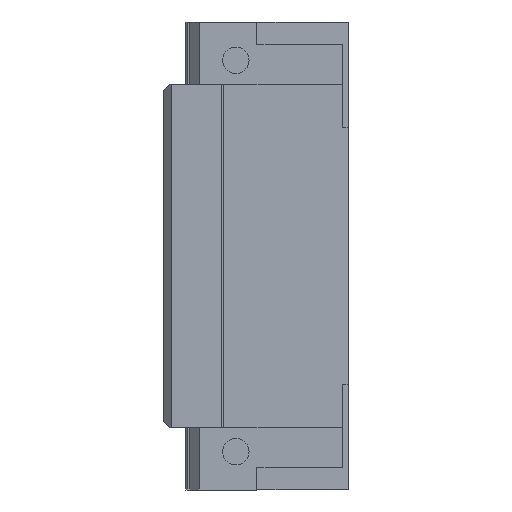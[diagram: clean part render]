
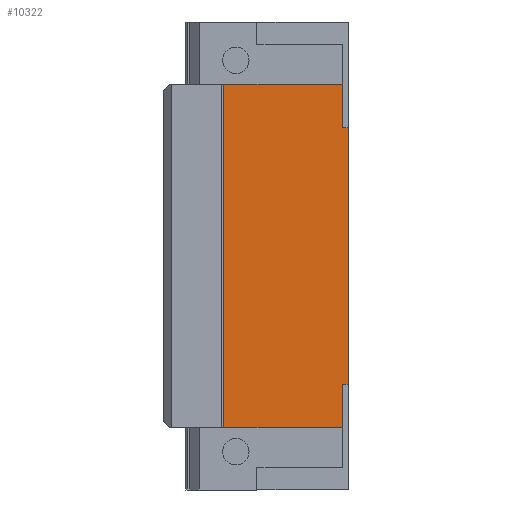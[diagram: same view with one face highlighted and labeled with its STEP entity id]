
A CAD part, left-side view. The second image highlights one B-rep face of the part: STEP entity #10322.
In plain terms, the highlighted planar face has unit normal (-1, 0, 0).
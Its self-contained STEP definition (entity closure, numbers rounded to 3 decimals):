
#2838 = EDGE_LOOP ( 'NONE', ( #17405, #17406, #17407, #17408, #17410, #17412, #17409, #17418 ) ) ;
#3588 = DIRECTION ( 'NONE',  ( 0., -1., 0. ) ) ;
#3596 = CARTESIAN_POINT ( 'NONE',  ( -29.5, 25.9, -35.75 ) ) ;
#4206 = DIRECTION ( 'NONE',  ( 0., -1., 0. ) ) ;
#4207 = CARTESIAN_POINT ( 'NONE',  ( -29.5, 25.9, 35.75 ) ) ;
#4208 = DIRECTION ( 'NONE',  ( 0., 0., -1. ) ) ;
#4215 = CARTESIAN_POINT ( 'NONE',  ( -29.5, 1.2, 35.75 ) ) ;
#4216 = DIRECTION ( 'NONE',  ( 0., 0., -1. ) ) ;
#4217 = CARTESIAN_POINT ( 'NONE',  ( -29.5, 1.2, -26.7 ) ) ;
#4222 = DIRECTION ( 'NONE',  ( 0., 1., 0. ) ) ;
#4223 = CARTESIAN_POINT ( 'NONE',  ( -29.5, 0., -26.7 ) ) ;
#4255 = DIRECTION ( 'NONE',  ( 0., -1., 0. ) ) ;
#4257 = DIRECTION ( 'NONE',  ( 0., 0., -1. ) ) ;
#4258 = CARTESIAN_POINT ( 'NONE',  ( -29.5, 25.9, 35.75 ) ) ;
#4260 = CARTESIAN_POINT ( 'NONE',  ( -29.5, 1.2, 26.7 ) ) ;
#5026 = LINE ( 'NONE', #6059, #5064 ) ;
#5064 = VECTOR ( 'NONE', #6058, 1000. ) ;
#5536 = FACE_OUTER_BOUND ( 'NONE', #2838, .T. ) ;
#5641 = VECTOR ( 'NONE', #4255, 1000. ) ;
#5647 = VECTOR ( 'NONE', #4257, 1000. ) ;
#5648 = LINE ( 'NONE', #4258, #5647 ) ;
#5669 = LINE ( 'NONE', #4260, #5641 ) ;
#6058 = DIRECTION ( 'NONE',  ( 0., 0., -1. ) ) ;
#6059 = CARTESIAN_POINT ( 'NONE',  ( -29.5, 0., 35.75 ) ) ;
#6762 = AXIS2_PLACEMENT_3D ( 'NONE', #11461, #11550, #11545 ) ;
#9321 = VERTEX_POINT ( 'NONE', #13526 ) ;
#9456 = VERTEX_POINT ( 'NONE', #13133 ) ;
#9464 = VERTEX_POINT ( 'NONE', #13134 ) ;
#9593 = VERTEX_POINT ( 'NONE', #13378 ) ;
#9627 = VERTEX_POINT ( 'NONE', #13559 ) ;
#9746 = VERTEX_POINT ( 'NONE', #14222 ) ;
#9750 = VERTEX_POINT ( 'NONE', #14218 ) ;
#9881 = VERTEX_POINT ( 'NONE', #14350 ) ;
#10322 = ADVANCED_FACE ( 'NONE', ( #5536 ), #11488, .F. ) ;
#10935 = VECTOR ( 'NONE', #4206, 1000. ) ;
#10936 = LINE ( 'NONE', #4207, #10935 ) ;
#10940 = LINE ( 'NONE', #4215, #10942 ) ;
#10942 = VECTOR ( 'NONE', #4208, 1000. ) ;
#10943 = VECTOR ( 'NONE', #4216, 1000. ) ;
#10944 = LINE ( 'NONE', #4217, #10943 ) ;
#10949 = VECTOR ( 'NONE', #4222, 1000. ) ;
#10950 = LINE ( 'NONE', #4223, #10949 ) ;
#11461 = CARTESIAN_POINT ( 'NONE',  ( -29.5, 25.9, 35.75 ) ) ;
#11488 = PLANE ( 'NONE',  #6762 ) ;
#11545 = DIRECTION ( 'NONE',  ( 0., 1., 0. ) ) ;
#11550 = DIRECTION ( 'NONE',  ( 1., 0., 0. ) ) ;
#12307 = LINE ( 'NONE', #3596, #12335 ) ;
#12335 = VECTOR ( 'NONE', #3588, 1000. ) ;
#13133 = CARTESIAN_POINT ( 'NONE',  ( -29.5, 1.2, -35.75 ) ) ;
#13134 = CARTESIAN_POINT ( 'NONE',  ( -29.5, 1.2, 26.7 ) ) ;
#13378 = CARTESIAN_POINT ( 'NONE',  ( -29.5, 0., -26.7 ) ) ;
#13526 = CARTESIAN_POINT ( 'NONE',  ( -29.5, 1.2, 35.75 ) ) ;
#13559 = CARTESIAN_POINT ( 'NONE',  ( -29.5, 0., 26.7 ) ) ;
#14218 = CARTESIAN_POINT ( 'NONE',  ( -29.5, 25.9, 35.75 ) ) ;
#14222 = CARTESIAN_POINT ( 'NONE',  ( -29.5, 1.2, -26.7 ) ) ;
#14350 = CARTESIAN_POINT ( 'NONE',  ( -29.5, 25.9, -35.75 ) ) ;
#16160 = EDGE_CURVE ( 'NONE', #9750, #9881, #5648, .T. ) ;
#16161 = EDGE_CURVE ( 'NONE', #9464, #9627, #5669, .T. ) ;
#16177 = EDGE_CURVE ( 'NONE', #9593, #9746, #10950, .T. ) ;
#16180 = EDGE_CURVE ( 'NONE', #9746, #9456, #10944, .T. ) ;
#16183 = EDGE_CURVE ( 'NONE', #9321, #9464, #10940, .T. ) ;
#16184 = EDGE_CURVE ( 'NONE', #9750, #9321, #10936, .T. ) ;
#16340 = EDGE_CURVE ( 'NONE', #9881, #9456, #12307, .T. ) ;
#16707 = EDGE_CURVE ( 'NONE', #9627, #9593, #5026, .T. ) ;
#17405 = ORIENTED_EDGE ( 'NONE', *, *, #16707, .F. ) ;
#17406 = ORIENTED_EDGE ( 'NONE', *, *, #16161, .F. ) ;
#17407 = ORIENTED_EDGE ( 'NONE', *, *, #16183, .F. ) ;
#17408 = ORIENTED_EDGE ( 'NONE', *, *, #16184, .F. ) ;
#17409 = ORIENTED_EDGE ( 'NONE', *, *, #16180, .F. ) ;
#17410 = ORIENTED_EDGE ( 'NONE', *, *, #16160, .T. ) ;
#17412 = ORIENTED_EDGE ( 'NONE', *, *, #16340, .T. ) ;
#17418 = ORIENTED_EDGE ( 'NONE', *, *, #16177, .F. ) ;
